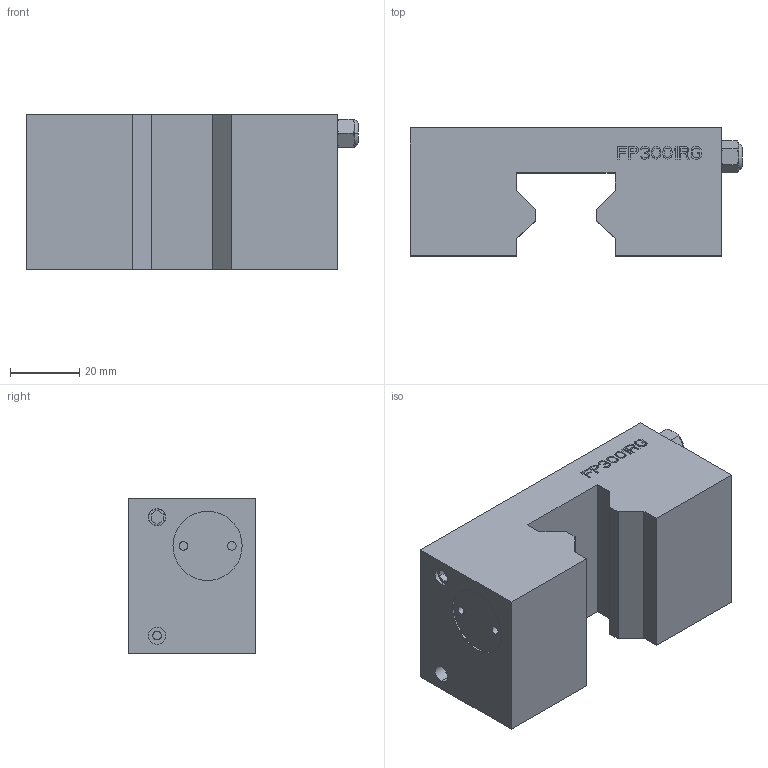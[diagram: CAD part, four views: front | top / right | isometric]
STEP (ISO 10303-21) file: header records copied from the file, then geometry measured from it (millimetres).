
FILE_DESCRIPTION((''),'2;1');
FILE_NAME('FP3001RG','2023-05-08T14:05:32',('lx'),(''),'CREO PARAMETRIC BY PTC INC, 2018100','CREO PARAMETRIC BY PTC INC, 2018100','');
FILE_SCHEMA(('CONFIG_CONTROL_DESIGN'));
Length unit declared in the file: millimetre
Products named in the file (1): FP3001RG
Bounding box: 96 x 37 x 45 mm (x, y, z)
Volume: 119849.5 mm3; surface area: 22464.4 mm2
Topology: 1 solids, 4 shells, 408 faces, 1080 edges, 716 vertices
Faces by surface type: plane 334, cylinder 50, torus 12, cone 12
Entity records: 12602 total; most frequent: CARTESIAN_POINT 2318, ORIENTED_EDGE 2160, DIRECTION 2020, EDGE_CURVE 1080, VECTOR 908, LINE 908, VERTEX_POINT 716, AXIS2_PLACEMENT_3D 556
